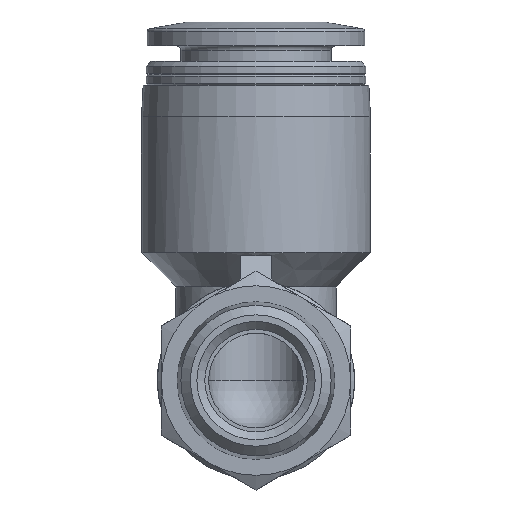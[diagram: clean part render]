
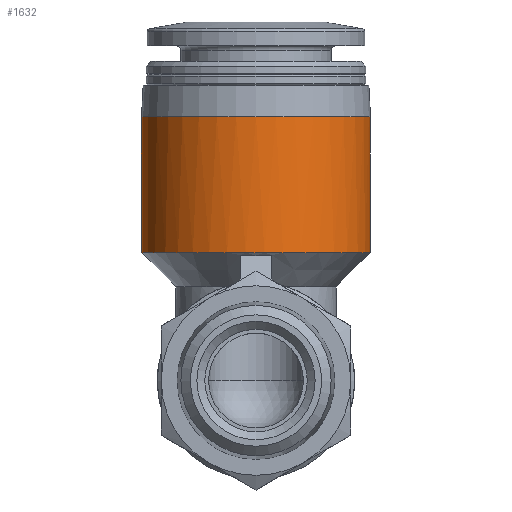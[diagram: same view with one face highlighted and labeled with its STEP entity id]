
A CAD part, front view. The second image highlights one B-rep face of the part: STEP entity #1632.
In plain terms, the highlighted cylindrical face has radius 7.25 mm (diameter 14.5 mm), a full revolution.
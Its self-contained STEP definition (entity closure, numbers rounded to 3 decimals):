
#214=CIRCLE('',#1705,7.25);
#234=CIRCLE('',#1746,7.25);
#355=ORIENTED_EDGE('',*,*,#600,.F.);
#356=ORIENTED_EDGE('',*,*,#628,.T.);
#600=EDGE_CURVE('',#746,#746,#214,.T.);
#628=EDGE_CURVE('',#767,#767,#234,.T.);
#746=VERTEX_POINT('',#2262);
#767=VERTEX_POINT('',#2344);
#875=EDGE_LOOP('',(#355));
#876=EDGE_LOOP('',(#356));
#983=FACE_BOUND('',#875,.T.);
#984=FACE_BOUND('',#876,.T.);
#1051=CYLINDRICAL_SURFACE('',#1747,7.25);
#1632=ADVANCED_FACE('',(#983,#984),#1051,.T.);
#1705=AXIS2_PLACEMENT_3D('',#2261,#1869,#1870);
#1746=AXIS2_PLACEMENT_3D('',#2343,#1955,#1956);
#1747=AXIS2_PLACEMENT_3D('',#2345,#1957,#1958);
#1869=DIRECTION('',(0.,0.,-1.));
#1870=DIRECTION('',(-1.,0.,0.));
#1955=DIRECTION('',(0.,0.,-1.));
#1956=DIRECTION('',(-1.,0.,0.));
#1957=DIRECTION('',(0.,0.,-1.));
#1958=DIRECTION('',(-1.,0.,0.));
#2261=CARTESIAN_POINT('',(0.,16.,8.1));
#2262=CARTESIAN_POINT('',(-7.25,16.,8.1));
#2343=CARTESIAN_POINT('',(0.,16.,16.7));
#2344=CARTESIAN_POINT('',(-7.25,16.,16.7));
#2345=CARTESIAN_POINT('',(0.,16.,0.));
